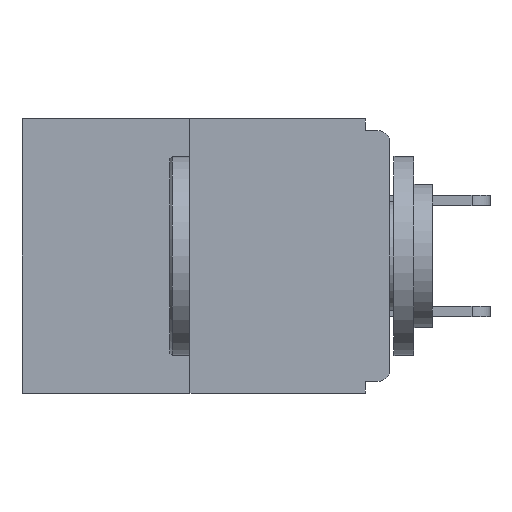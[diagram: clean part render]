
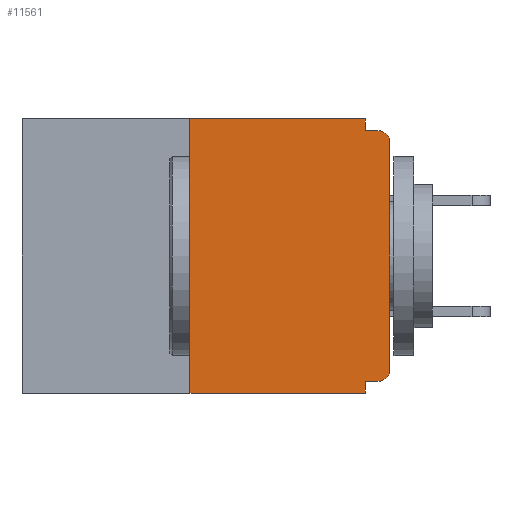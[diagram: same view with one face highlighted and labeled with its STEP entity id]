
A CAD part, left-side view. The second image highlights one B-rep face of the part: STEP entity #11561.
In plain terms, the highlighted planar face has unit normal (-1, 0, 0).
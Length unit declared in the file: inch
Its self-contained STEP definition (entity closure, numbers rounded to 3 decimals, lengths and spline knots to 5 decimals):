
#128 = CARTESIAN_POINT ( 'NONE',  ( 0., 0.015, -0.328 ) ) ;
#131 = LINE ( 'NONE', #2130, #2595 ) ;
#201 = VECTOR ( 'NONE', #10809, 39.37008 ) ;
#558 = EDGE_CURVE ( 'NONE', #13079, #15900, #12083, .T. ) ;
#652 = DIRECTION ( 'NONE',  ( 0., -1., 0. ) ) ;
#783 = CARTESIAN_POINT ( 'NONE',  ( 0., 0., 0. ) ) ;
#1060 = VERTEX_POINT ( 'NONE', #3136 ) ;
#1271 = DIRECTION ( 'NONE',  ( -1., 0., 0. ) ) ;
#1705 = CARTESIAN_POINT ( 'NONE',  ( 0., 0.031, -0.343 ) ) ;
#1815 = ORIENTED_EDGE ( 'NONE', *, *, #10191, .F. ) ;
#1848 = CARTESIAN_POINT ( 'NONE',  ( 0., 0.015, -0.03 ) ) ;
#1871 = VECTOR ( 'NONE', #15191, 39.37008 ) ;
#2104 = VECTOR ( 'NONE', #6655, 39.37008 ) ;
#2130 = CARTESIAN_POINT ( 'NONE',  ( 0., 0.46, -0.343 ) ) ;
#2523 = CIRCLE ( 'NONE', #13533, 0.015 ) ;
#2595 = VECTOR ( 'NONE', #652, 39.37008 ) ;
#2762 = CARTESIAN_POINT ( 'NONE',  ( 0., 0.25, 0. ) ) ;
#2774 = LINE ( 'NONE', #783, #9609 ) ;
#2895 = VERTEX_POINT ( 'NONE', #128 ) ;
#2928 = VECTOR ( 'NONE', #11377, 39.37008 ) ;
#3073 = LINE ( 'NONE', #15077, #1871 ) ;
#3136 = CARTESIAN_POINT ( 'NONE',  ( 0., 0., -0.313 ) ) ;
#3641 = CIRCLE ( 'NONE', #14321, 0.015 ) ;
#4070 = LINE ( 'NONE', #9289, #201 ) ;
#4905 = ORIENTED_EDGE ( 'NONE', *, *, #10866, .T. ) ;
#5071 = VERTEX_POINT ( 'NONE', #10462 ) ;
#5241 = CARTESIAN_POINT ( 'NONE',  ( 0., 0.25, -0.343 ) ) ;
#5510 = VERTEX_POINT ( 'NONE', #10684 ) ;
#5529 = LINE ( 'NONE', #8171, #2104 ) ;
#5573 = ORIENTED_EDGE ( 'NONE', *, *, #9915, .F. ) ;
#5758 = ORIENTED_EDGE ( 'NONE', *, *, #13384, .T. ) ;
#5882 = CARTESIAN_POINT ( 'NONE',  ( 0., 0.46, 0. ) ) ;
#5889 = VECTOR ( 'NONE', #15636, 39.37008 ) ;
#6655 = DIRECTION ( 'NONE',  ( 0., 1., 0. ) ) ;
#6902 = ORIENTED_EDGE ( 'NONE', *, *, #7274, .F. ) ;
#6944 = DIRECTION ( 'NONE',  ( 0., 0., -1. ) ) ;
#7092 = DIRECTION ( 'NONE',  ( 1., 0., 0. ) ) ;
#7274 = EDGE_CURVE ( 'NONE', #15900, #11949, #12360, .T. ) ;
#7505 = ORIENTED_EDGE ( 'NONE', *, *, #15477, .F. ) ;
#7740 = DIRECTION ( 'NONE',  ( 0., 0., -1. ) ) ;
#8090 = CARTESIAN_POINT ( 'NONE',  ( 0., 0.031, 0. ) ) ;
#8135 = EDGE_CURVE ( 'NONE', #2895, #1060, #2523, .T. ) ;
#8171 = CARTESIAN_POINT ( 'NONE',  ( 0., 0., -0.328 ) ) ;
#8388 = PLANE ( 'NONE',  #11330 ) ;
#8630 = CARTESIAN_POINT ( 'NONE',  ( 0., 0.031, -0.343 ) ) ;
#8933 = ORIENTED_EDGE ( 'NONE', *, *, #558, .F. ) ;
#9289 = CARTESIAN_POINT ( 'NONE',  ( 0., 0.25, 0. ) ) ;
#9479 = EDGE_LOOP ( 'NONE', ( #8933, #1815, #14995, #5573, #7505, #14238, #5758, #4905, #13011, #6902 ) ) ;
#9609 = VECTOR ( 'NONE', #10955, 39.37008 ) ;
#9820 = EDGE_CURVE ( 'NONE', #11949, #5510, #3073, .T. ) ;
#9915 = EDGE_CURVE ( 'NONE', #10676, #13288, #15482, .T. ) ;
#10191 = EDGE_CURVE ( 'NONE', #10783, #13079, #4070, .T. ) ;
#10300 = CARTESIAN_POINT ( 'NONE',  ( 0., 0.015, -0.313 ) ) ;
#10462 = CARTESIAN_POINT ( 'NONE',  ( 0., 0., -0.03 ) ) ;
#10676 = VERTEX_POINT ( 'NONE', #14096 ) ;
#10684 = CARTESIAN_POINT ( 'NONE',  ( 0., 0.015, -0.015 ) ) ;
#10783 = VERTEX_POINT ( 'NONE', #5241 ) ;
#10809 = DIRECTION ( 'NONE',  ( 0., 0., 1. ) ) ;
#10866 = EDGE_CURVE ( 'NONE', #5071, #5510, #3641, .T. ) ;
#10873 = DIRECTION ( 'NONE',  ( -1., 0., 0. ) ) ;
#10955 = DIRECTION ( 'NONE',  ( 0., 0., 1. ) ) ;
#11220 = DIRECTION ( 'NONE',  ( 0., 0., -1. ) ) ;
#11330 = AXIS2_PLACEMENT_3D ( 'NONE', #5882, #7092, #15944 ) ;
#11377 = DIRECTION ( 'NONE',  ( 0., 0., -1. ) ) ;
#11438 = FACE_OUTER_BOUND ( 'NONE', #9479, .T. ) ;
#11561 = ADVANCED_FACE ( 'NONE', ( #11438 ), #8388, .F. ) ;
#11834 = CARTESIAN_POINT ( 'NONE',  ( 0., 0.46, 0. ) ) ;
#11949 = VERTEX_POINT ( 'NONE', #14412 ) ;
#12080 = VECTOR ( 'NONE', #11220, 39.37008 ) ;
#12083 = LINE ( 'NONE', #11834, #5889 ) ;
#12248 = EDGE_CURVE ( 'NONE', #10783, #13288, #131, .T. ) ;
#12360 = LINE ( 'NONE', #12540, #2928 ) ;
#12540 = CARTESIAN_POINT ( 'NONE',  ( 0., 0.031, 0. ) ) ;
#13011 = ORIENTED_EDGE ( 'NONE', *, *, #9820, .F. ) ;
#13079 = VERTEX_POINT ( 'NONE', #2762 ) ;
#13288 = VERTEX_POINT ( 'NONE', #1705 ) ;
#13384 = EDGE_CURVE ( 'NONE', #1060, #5071, #2774, .T. ) ;
#13533 = AXIS2_PLACEMENT_3D ( 'NONE', #10300, #1271, #7740 ) ;
#14096 = CARTESIAN_POINT ( 'NONE',  ( 0., 0.031, -0.328 ) ) ;
#14238 = ORIENTED_EDGE ( 'NONE', *, *, #8135, .T. ) ;
#14321 = AXIS2_PLACEMENT_3D ( 'NONE', #1848, #10873, #6944 ) ;
#14412 = CARTESIAN_POINT ( 'NONE',  ( 0., 0.031, -0.015 ) ) ;
#14995 = ORIENTED_EDGE ( 'NONE', *, *, #12248, .T. ) ;
#15077 = CARTESIAN_POINT ( 'NONE',  ( 0., 0., -0.015 ) ) ;
#15191 = DIRECTION ( 'NONE',  ( 0., -1., 0. ) ) ;
#15477 = EDGE_CURVE ( 'NONE', #2895, #10676, #5529, .T. ) ;
#15482 = LINE ( 'NONE', #8630, #12080 ) ;
#15636 = DIRECTION ( 'NONE',  ( 0., -1., 0. ) ) ;
#15900 = VERTEX_POINT ( 'NONE', #8090 ) ;
#15944 = DIRECTION ( 'NONE',  ( 0., 0., -1. ) ) ;
